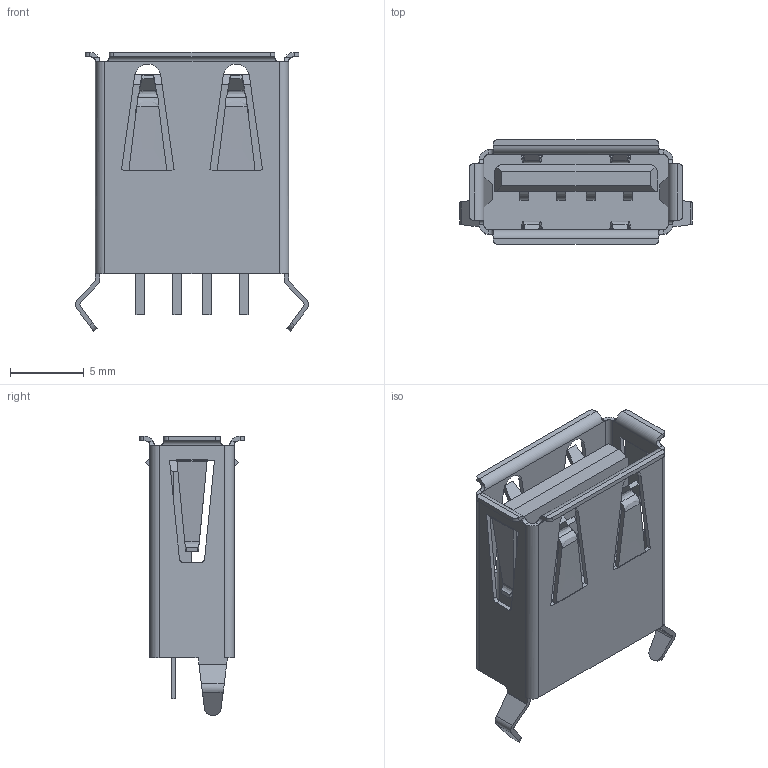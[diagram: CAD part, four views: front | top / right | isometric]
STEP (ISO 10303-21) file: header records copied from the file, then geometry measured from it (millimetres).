
FILE_DESCRIPTION((' '),'2;1');
FILE_NAME( 'A-USB-A-TOP-C.stp', '2022-09-01T09:28:00', (' '), ('--- Datakit www.datakit.com---'), ' Datakit CrossCadWare V2022.3 Jun 15 2022', 'DATAKIT 2022 (c)', ' ');
FILE_SCHEMA(('AP242_MANAGED_MODEL_BASED_3D_ENGINEERING_MIM_LF { 1 0 10303 442 1 1 4 }'));
Length unit declared in the file: millimetre
Products named in the file (1): A-USB-A-TOP-C
Bounding box: 15.8 x 7.12 x 18.93 mm (x, y, z)
Volume: 652.4 mm3; surface area: 1313.2 mm2
Topology: 1 solids, 1 shells, 297 faces, 744 edges, 454 vertices
Faces by surface type: plane 165, cylinder 70, bspline 60, cone 2
Entity records: 10533 total; most frequent: CARTESIAN_POINT 3412, ORIENTED_EDGE 1488, DIRECTION 1228, EDGE_CURVE 744, VECTOR 536, LINE 536, VERTEX_POINT 454, AXIS2_PLACEMENT_3D 346
